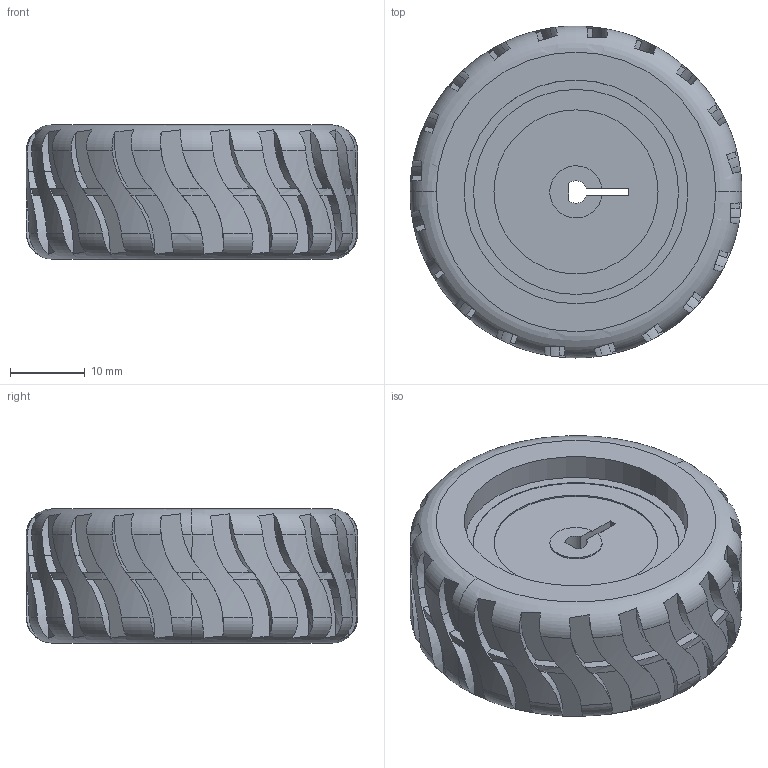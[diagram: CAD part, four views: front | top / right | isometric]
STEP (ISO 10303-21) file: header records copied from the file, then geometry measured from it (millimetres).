
FILE_DESCRIPTION (( 'STEP AP214' ), '1' );
FILE_NAME ('43 mm D-shaft wheel new.STEP', '2022-02-11T13:01:48', ( '' ), ( '' ), 'SwSTEP 2.0', 'SolidWorks 2016', '' );
FILE_SCHEMA (( 'AUTOMOTIVE_DESIGN' ));
Length unit declared in the file: millimetre
Products named in the file (2): 43 mm D-shaft wheel new
Bounding box: 44.5 x 44.5 x 18 mm (x, y, z)
Volume: 17526.5 mm3; surface area: 8641.7 mm2
Topology: 1 solids, 1 shells, 370 faces, 1066 edges, 702 vertices
Faces by surface type: cylinder 202, plane 164, torus 4
Entity records: 17491 total; most frequent: CARTESIAN_POINT 4018, ORIENTED_EDGE 2132, DIRECTION 1804, EDGE_CURVE 1066, VERTEX_POINT 702, AXIS2_PLACEMENT_3D 700, VECTOR 404, LINE 404
